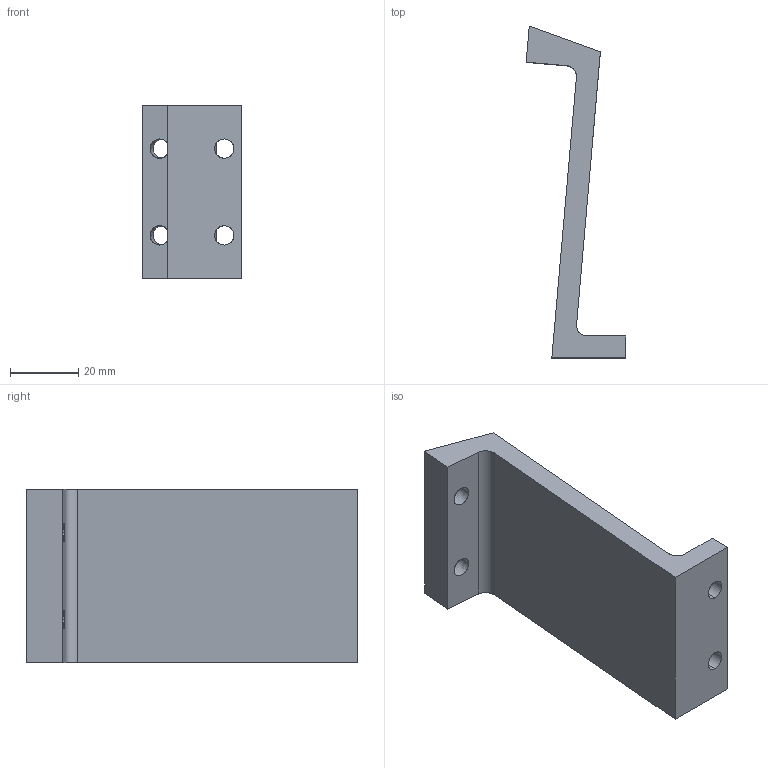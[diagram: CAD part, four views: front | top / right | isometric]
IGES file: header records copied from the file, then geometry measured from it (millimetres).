
Start section: SolidWorks IGES file using analytic representation for surfaces
Global section: file name: D1000784_aLIGO_MC_Tube_Baffle_Side_Mount_Standoff_Spacer_Left.IGS; native system: SolidWorks 2010; preprocessor: SolidWorks 2010; author: tnguyen; date: 110801.130713; units: inch
Bounding box: 29.21 x 97.03 x 50.8 mm (x, y, z)
Surface area: 14989.4 mm2 (no closed solid volume)
Topology: 0 solids, 0 shells, 21 faces, 418 edges, 418 vertices
Faces by surface type: revolution 11, bspline 10
